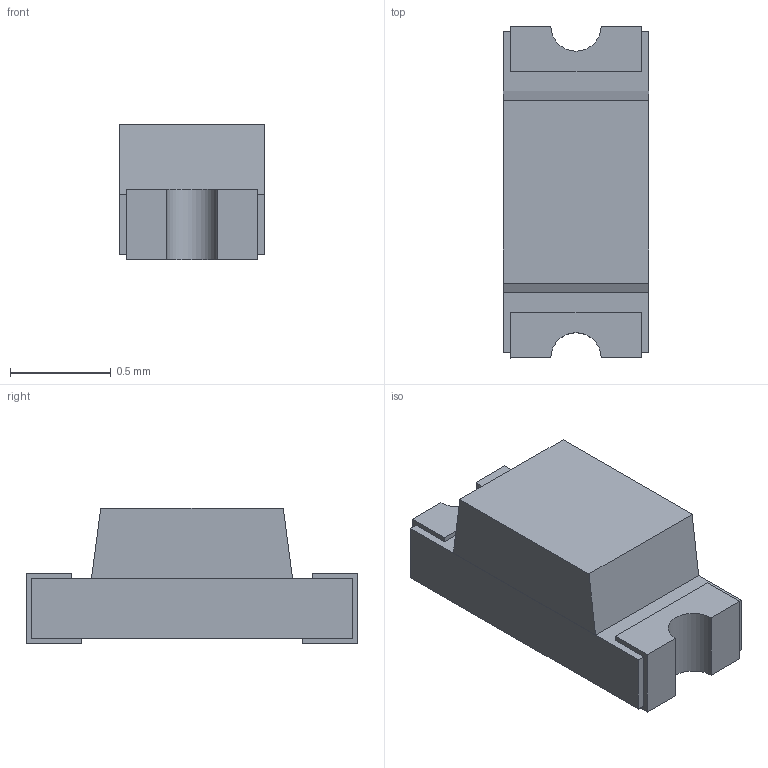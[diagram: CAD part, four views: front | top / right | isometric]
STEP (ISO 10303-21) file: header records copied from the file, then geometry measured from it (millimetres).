
FILE_DESCRIPTION (( 'STEP AP214' ), '1' );
FILE_NAME ('A740D9B4-5670-43F0-BA1E-1A6FC947CA5A.STEP', '2023-04-01T22:55:45', ( '' ), ( '' ), 'SwSTEP 2.0', 'SolidWorks 2022', '' );
FILE_SCHEMA (( 'AUTOMOTIVE_DESIGN' ));
Length unit declared in the file: millimetre
Products named in the file (1): A740D9B4-5670-43F0-BA1E-1A6FC947CA5A
Bounding box: 0.72 x 1.65 x 0.68 mm (x, y, z)
Volume: 0.6 mm3; surface area: 8.5 mm2
Topology: 5 solids, 5 shells, 50 faces, 120 edges, 80 vertices
Faces by surface type: plane 44, cylinder 6
Entity records: 2056 total; most frequent: CARTESIAN_POINT 251, ORIENTED_EDGE 240, DIRECTION 234, EDGE_CURVE 120, VECTOR 108, LINE 108, VERTEX_POINT 80, AXIS2_PLACEMENT_3D 63
